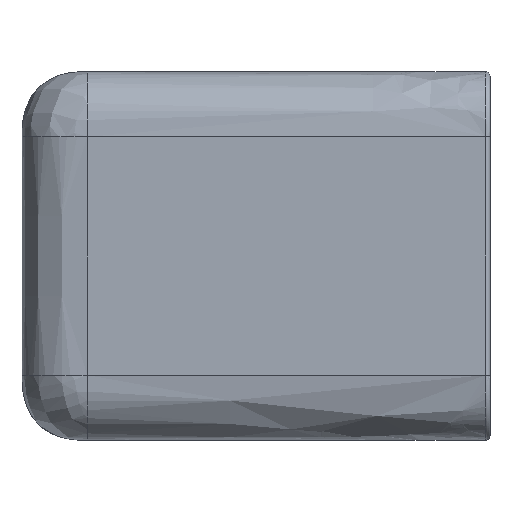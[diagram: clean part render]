
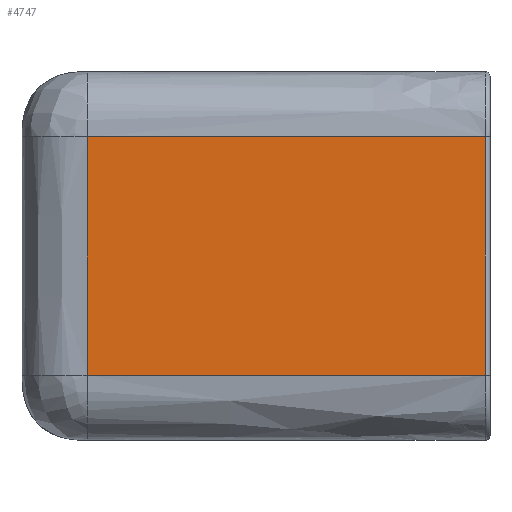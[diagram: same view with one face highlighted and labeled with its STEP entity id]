
A CAD part, front view. The second image highlights one B-rep face of the part: STEP entity #4747.
In plain terms, the highlighted planar face has unit normal (0, -1, 0).
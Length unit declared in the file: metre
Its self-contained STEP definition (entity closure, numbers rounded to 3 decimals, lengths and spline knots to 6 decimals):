
#192=B_SPLINE_CURVE_WITH_KNOTS('',3,(#7344,#7345,#7346,#7347),
 .UNSPECIFIED.,.F.,.F.,(4,4),(0.07174,1.),.UNSPECIFIED.);
#211=B_SPLINE_CURVE_WITH_KNOTS('',3,(#7687,#7688,#7689,#7690),
 .UNSPECIFIED.,.F.,.F.,(4,4),(0.,1.),.UNSPECIFIED.);
#224=B_SPLINE_CURVE_WITH_KNOTS('',3,(#8679,#8680,#8681,#8682),
 .UNSPECIFIED.,.F.,.F.,(4,4),(0.,0.92826),.UNSPECIFIED.);
#1137=ORIENTED_EDGE('',*,*,#2535,.T.);
#1138=ORIENTED_EDGE('',*,*,#2537,.T.);
#1139=ORIENTED_EDGE('',*,*,#2412,.T.);
#1140=ORIENTED_EDGE('',*,*,#2519,.T.);
#2412=EDGE_CURVE('',#3161,#3160,#192,.T.);
#2519=EDGE_CURVE('',#3160,#3224,#211,.T.);
#2535=EDGE_CURVE('',#3224,#3230,#224,.T.);
#2537=EDGE_CURVE('',#3230,#3161,#3583,.T.);
#3160=VERTEX_POINT('',#7343);
#3161=VERTEX_POINT('',#7348);
#3224=VERTEX_POINT('',#7686);
#3230=VERTEX_POINT('',#8678);
#3583=LINE('',#8686,#3823);
#3823=VECTOR('',#5934,1.);
#4034=EDGE_LOOP('',(#1137,#1138,#1139,#1140));
#4365=FACE_BOUND('',#4034,.T.);
#4649=PLANE('',#5158);
#4747=ADVANCED_FACE('',(#4365),#4649,.T.);
#5158=AXIS2_PLACEMENT_3D('',#8685,#5932,#5933);
#5932=DIRECTION('',(0.,-1.,0.));
#5933=DIRECTION('',(1.,0.,0.));
#5934=DIRECTION('',(0.,0.,1.));
#7343=CARTESIAN_POINT('',(0.005513,-0.0053,0.00195));
#7344=CARTESIAN_POINT('',(0.026863,-0.0053,0.00195));
#7345=CARTESIAN_POINT('',(0.019746,-0.0053,0.00195));
#7346=CARTESIAN_POINT('',(0.012629,-0.0053,0.00195));
#7347=CARTESIAN_POINT('',(0.005513,-0.0053,0.00195));
#7348=CARTESIAN_POINT('',(0.026863,-0.0053,0.00195));
#7686=CARTESIAN_POINT('',(0.005513,-0.0053,-0.010823));
#7687=CARTESIAN_POINT('',(0.005513,-0.0053,0.00195));
#7688=CARTESIAN_POINT('',(0.005513,-0.0053,-0.002307));
#7689=CARTESIAN_POINT('',(0.005513,-0.0053,-0.006565));
#7690=CARTESIAN_POINT('',(0.005513,-0.0053,-0.010823));
#8678=CARTESIAN_POINT('',(0.026863,-0.0053,-0.010823));
#8679=CARTESIAN_POINT('',(0.005513,-0.0053,-0.010823));
#8680=CARTESIAN_POINT('',(0.012629,-0.0053,-0.010823));
#8681=CARTESIAN_POINT('',(0.019746,-0.0053,-0.010823));
#8682=CARTESIAN_POINT('',(0.026863,-0.0053,-0.010823));
#8685=CARTESIAN_POINT('',(0.027559,-0.0053,-0.005173));
#8686=CARTESIAN_POINT('',(0.026863,-0.0053,0.00195));
